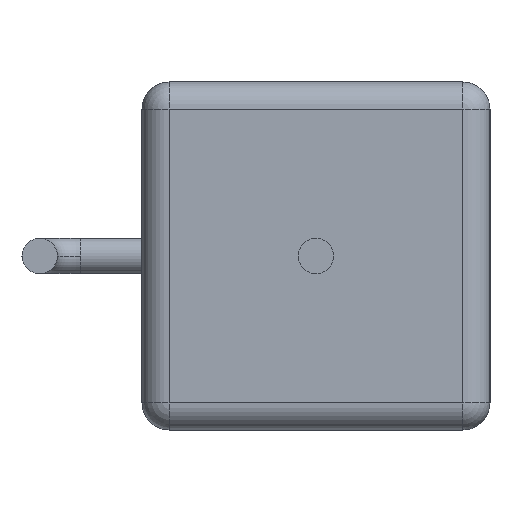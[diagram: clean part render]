
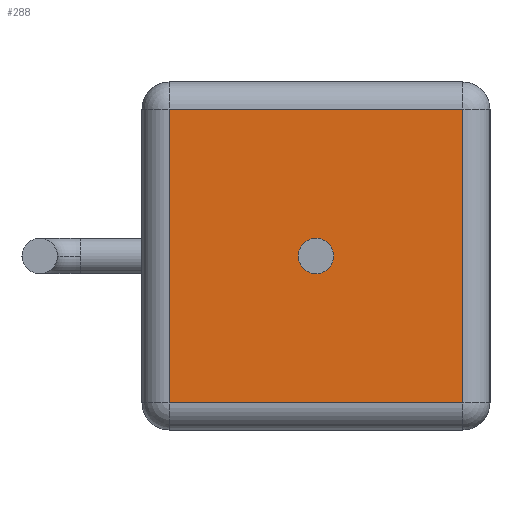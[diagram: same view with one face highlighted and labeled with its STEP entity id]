
A CAD part, front view. The second image highlights one B-rep face of the part: STEP entity #288.
In plain terms, the highlighted planar face has unit normal (0, -1, 0).
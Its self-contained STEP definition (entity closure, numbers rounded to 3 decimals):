
#76 = AXIS2_PLACEMENT_3D ( 'NONE', #439, #1044, #360 ) ;
#89 = DIRECTION ( 'NONE',  ( 0., 0., -1. ) ) ;
#92 = FACE_BOUND ( 'NONE', #692, .T. ) ;
#118 = CARTESIAN_POINT ( 'NONE',  ( -3.2, 0.5, -2.7 ) ) ;
#126 = DIRECTION ( 'NONE',  ( 1., 0., 0. ) ) ;
#127 = VECTOR ( 'NONE', #331, 1000. ) ;
#128 = CARTESIAN_POINT ( 'NONE',  ( 0., 0.5, -0.325 ) ) ;
#165 = VECTOR ( 'NONE', #805, 1000. ) ;
#218 = EDGE_CURVE ( 'NONE', #242, #1089, #297, .T. ) ;
#242 = VERTEX_POINT ( 'NONE', #782 ) ;
#248 = LINE ( 'NONE', #493, #165 ) ;
#258 = VERTEX_POINT ( 'NONE', #783 ) ;
#272 = FACE_OUTER_BOUND ( 'NONE', #354, .T. ) ;
#277 = EDGE_CURVE ( 'NONE', #579, #695, #947, .T. ) ;
#286 = ORIENTED_EDGE ( 'NONE', *, *, #218, .F. ) ;
#288 = ADVANCED_FACE ( 'NONE', ( #272, #92 ), #948, .F. ) ;
#297 = CIRCLE ( 'NONE', #1106, 0.325 ) ;
#331 = DIRECTION ( 'NONE',  ( 0., 0., 1. ) ) ;
#354 = EDGE_LOOP ( 'NONE', ( #769, #594, #387, #675 ) ) ;
#358 = LINE ( 'NONE', #495, #127 ) ;
#360 = DIRECTION ( 'NONE',  ( 0., 0., 1. ) ) ;
#363 = EDGE_CURVE ( 'NONE', #1089, #242, #940, .T. ) ;
#383 = CARTESIAN_POINT ( 'NONE',  ( -2.7, 0.5, -2.7 ) ) ;
#387 = ORIENTED_EDGE ( 'NONE', *, *, #1009, .T. ) ;
#426 = AXIS2_PLACEMENT_3D ( 'NONE', #622, #707, #1063 ) ;
#428 = LINE ( 'NONE', #118, #1079 ) ;
#439 = CARTESIAN_POINT ( 'NONE',  ( -3.2, 0.5, 3.2 ) ) ;
#461 = CARTESIAN_POINT ( 'NONE',  ( 2.7, 0.5, 2.7 ) ) ;
#493 = CARTESIAN_POINT ( 'NONE',  ( -3.2, 0.5, 2.7 ) ) ;
#495 = CARTESIAN_POINT ( 'NONE',  ( 2.7, 0.5, 3.2 ) ) ;
#498 = ORIENTED_EDGE ( 'NONE', *, *, #363, .F. ) ;
#579 = VERTEX_POINT ( 'NONE', #742 ) ;
#594 = ORIENTED_EDGE ( 'NONE', *, *, #277, .T. ) ;
#604 = CARTESIAN_POINT ( 'NONE',  ( -2.7, 0.5, 3.2 ) ) ;
#622 = CARTESIAN_POINT ( 'NONE',  ( 0., 0.5, 0. ) ) ;
#675 = ORIENTED_EDGE ( 'NONE', *, *, #942, .T. ) ;
#692 = EDGE_LOOP ( 'NONE', ( #498, #286 ) ) ;
#695 = VERTEX_POINT ( 'NONE', #383 ) ;
#707 = DIRECTION ( 'NONE',  ( 0., -1., 0. ) ) ;
#742 = CARTESIAN_POINT ( 'NONE',  ( -2.7, 0.5, 2.7 ) ) ;
#769 = ORIENTED_EDGE ( 'NONE', *, *, #1113, .T. ) ;
#770 = VERTEX_POINT ( 'NONE', #461 ) ;
#782 = CARTESIAN_POINT ( 'NONE',  ( 0., 0.5, 0.325 ) ) ;
#783 = CARTESIAN_POINT ( 'NONE',  ( 2.7, 0.5, -2.7 ) ) ;
#805 = DIRECTION ( 'NONE',  ( -1., 0., 0. ) ) ;
#847 = CARTESIAN_POINT ( 'NONE',  ( 0., 0.5, 0. ) ) ;
#922 = VECTOR ( 'NONE', #89, 1000. ) ;
#939 = DIRECTION ( 'NONE',  ( 0., -1., 0. ) ) ;
#940 = CIRCLE ( 'NONE', #426, 0.325 ) ;
#942 = EDGE_CURVE ( 'NONE', #258, #770, #358, .T. ) ;
#944 = DIRECTION ( 'NONE',  ( 0., 0., 1. ) ) ;
#947 = LINE ( 'NONE', #604, #922 ) ;
#948 = PLANE ( 'NONE',  #76 ) ;
#1009 = EDGE_CURVE ( 'NONE', #695, #258, #428, .T. ) ;
#1044 = DIRECTION ( 'NONE',  ( 0., 1., 0. ) ) ;
#1063 = DIRECTION ( 'NONE',  ( 0., 0., 1. ) ) ;
#1079 = VECTOR ( 'NONE', #126, 1000. ) ;
#1089 = VERTEX_POINT ( 'NONE', #128 ) ;
#1106 = AXIS2_PLACEMENT_3D ( 'NONE', #847, #939, #944 ) ;
#1113 = EDGE_CURVE ( 'NONE', #770, #579, #248, .T. ) ;
